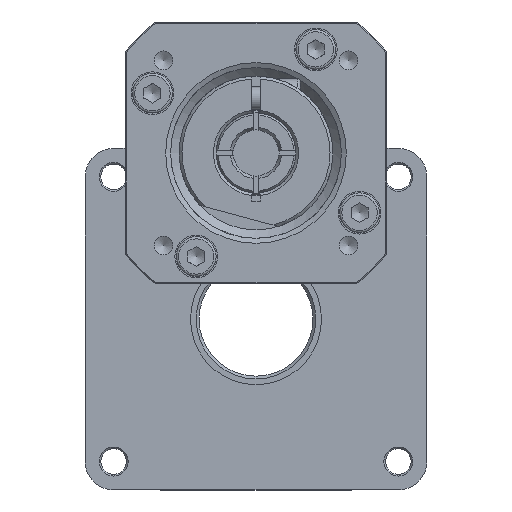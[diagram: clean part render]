
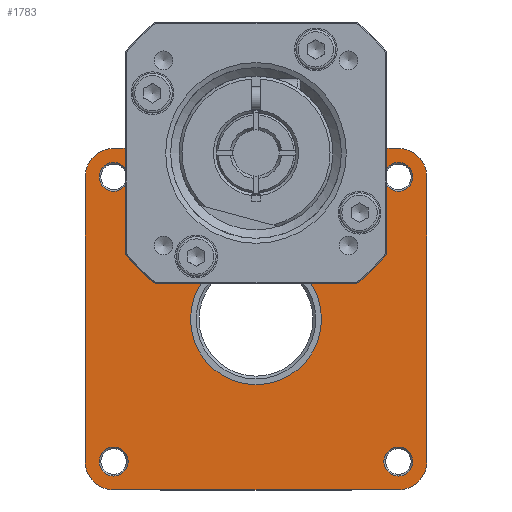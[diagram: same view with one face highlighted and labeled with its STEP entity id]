
A CAD part, front view. The second image highlights one B-rep face of the part: STEP entity #1783.
In plain terms, the highlighted planar face has unit normal (0, -1, 0).
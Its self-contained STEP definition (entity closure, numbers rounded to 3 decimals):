
#222=CARTESIAN_POINT('',(0.,0.,12.489));
#223=VERTEX_POINT('',#222);
#224=CARTESIAN_POINT('',(0.0,0.0,29.2));
#225=DIRECTION('',(0.0,-1.0,0.0));
#226=DIRECTION('',(1.0,0.0,0.0));
#227=AXIS2_PLACEMENT_3D('',#224,#225,#226);
#228=CIRCLE('',#227,16.711);
#229=EDGE_CURVE('',#223,#223,#228,.T.);
#292=CARTESIAN_POINT('',(25.,0.,-22.45));
#293=VERTEX_POINT('',#292);
#294=CARTESIAN_POINT('',(25.,0.,-25.0));
#295=DIRECTION('',(0.0,1.0,0.0));
#296=DIRECTION('',(0.0,0.0,1.0));
#297=AXIS2_PLACEMENT_3D('',#294,#295,#296);
#298=CIRCLE('',#297,2.55);
#299=EDGE_CURVE('',#293,#293,#298,.T.);
#348=CARTESIAN_POINT('',(-25.,0.,-22.45));
#349=VERTEX_POINT('',#348);
#350=CARTESIAN_POINT('',(-25.,0.,-25.0));
#351=DIRECTION('',(0.0,1.0,0.0));
#352=DIRECTION('',(0.0,0.0,1.0));
#353=AXIS2_PLACEMENT_3D('',#350,#351,#352);
#354=CIRCLE('',#353,2.55);
#355=EDGE_CURVE('',#349,#349,#354,.T.);
#432=CARTESIAN_POINT('',(-25.,0.,27.55));
#433=VERTEX_POINT('',#432);
#434=CARTESIAN_POINT('',(-25.,0.,25.0));
#435=DIRECTION('',(0.0,1.0,0.0));
#436=DIRECTION('',(0.0,0.0,1.0));
#437=AXIS2_PLACEMENT_3D('',#434,#435,#436);
#438=CIRCLE('',#437,2.55);
#439=EDGE_CURVE('',#433,#433,#438,.T.);
#460=CARTESIAN_POINT('',(25.,0.,27.55));
#461=VERTEX_POINT('',#460);
#462=CARTESIAN_POINT('',(25.,0.,25.0));
#463=DIRECTION('',(0.0,1.0,0.0));
#464=DIRECTION('',(0.0,0.0,1.0));
#465=AXIS2_PLACEMENT_3D('',#462,#463,#464);
#466=CIRCLE('',#465,2.55);
#467=EDGE_CURVE('',#461,#461,#466,.T.);
#728=CARTESIAN_POINT('',(-11.283,0.,48.461));
#729=VERTEX_POINT('',#728);
#730=CARTESIAN_POINT('',(-11.283,0.,46.911));
#731=DIRECTION('',(0.0,1.0,0.0));
#732=DIRECTION('',(0.0,0.0,1.0));
#733=AXIS2_PLACEMENT_3D('',#730,#731,#732);
#734=CIRCLE('',#733,1.55);
#735=EDGE_CURVE('',#729,#729,#734,.T.);
#756=CARTESIAN_POINT('',(-17.711,0.,19.467));
#757=VERTEX_POINT('',#756);
#758=CARTESIAN_POINT('',(-17.711,0.,17.917));
#759=DIRECTION('',(0.0,1.0,0.0));
#760=DIRECTION('',(0.0,0.0,1.0));
#761=AXIS2_PLACEMENT_3D('',#758,#759,#760);
#762=CIRCLE('',#761,1.55);
#763=EDGE_CURVE('',#757,#757,#762,.T.);
#784=CARTESIAN_POINT('',(17.711,0.,42.033));
#785=VERTEX_POINT('',#784);
#786=CARTESIAN_POINT('',(17.711,0.,40.483));
#787=DIRECTION('',(0.0,1.0,0.0));
#788=DIRECTION('',(0.0,0.0,1.0));
#789=AXIS2_PLACEMENT_3D('',#786,#787,#788);
#790=CIRCLE('',#789,1.55);
#791=EDGE_CURVE('',#785,#785,#790,.T.);
#812=CARTESIAN_POINT('',(11.283,0.,13.039));
#813=VERTEX_POINT('',#812);
#814=CARTESIAN_POINT('',(11.283,0.,11.489));
#815=DIRECTION('',(0.0,1.0,0.0));
#816=DIRECTION('',(0.0,0.0,1.0));
#817=AXIS2_PLACEMENT_3D('',#814,#815,#816);
#818=CIRCLE('',#817,1.55);
#819=EDGE_CURVE('',#813,#813,#818,.T.);
#1496=CARTESIAN_POINT('',(0.,0.,11.5));
#1497=VERTEX_POINT('',#1496);
#1498=CARTESIAN_POINT('',(0.,0.,0.0));
#1499=DIRECTION('',(0.0,-1.0,0.0));
#1500=DIRECTION('',(0.0,0.0,1.0));
#1501=AXIS2_PLACEMENT_3D('',#1498,#1499,#1500);
#1502=CIRCLE('',#1501,11.5);
#1503=EDGE_CURVE('',#1497,#1497,#1502,.T.);
#1602=CARTESIAN_POINT('',(21.,0.,30.0));
#1603=VERTEX_POINT('',#1602);
#1604=CARTESIAN_POINT('',(25.,0.,30.0));
#1605=VERTEX_POINT('',#1604);
#1606=CARTESIAN_POINT('',(21.,0.,30.0));
#1607=DIRECTION('',(1.0,0.0,0.0));
#1608=VECTOR('',#1607,4.);
#1609=LINE('',#1606,#1608);
#1610=EDGE_CURVE('',#1603,#1605,#1609,.T.);
#1637=CARTESIAN_POINT('',(0.0,0.0,0.0));
#1638=DIRECTION('',(0.0,-1.0,0.0));
#1639=DIRECTION('',(0.0,0.0,-1.0));
#1640=AXIS2_PLACEMENT_3D('',#1637,#1638,#1639);
#1641=PLANE('',#1640);
#1642=CARTESIAN_POINT('',(-25.,0.,30.0));
#1643=VERTEX_POINT('',#1642);
#1644=CARTESIAN_POINT('',(-21.,0.,30.0));
#1645=VERTEX_POINT('',#1644);
#1646=CARTESIAN_POINT('',(-25.,0.,30.0));
#1647=DIRECTION('',(1.0,0.0,0.0));
#1648=VECTOR('',#1647,4.);
#1649=LINE('',#1646,#1648);
#1650=EDGE_CURVE('',#1643,#1645,#1649,.T.);
#1651=ORIENTED_EDGE('',*,*,#1650,.F.);
#1652=CARTESIAN_POINT('',(-30.,0.,25.0));
#1653=VERTEX_POINT('',#1652);
#1654=CARTESIAN_POINT('',(-25.,0.,25.0));
#1655=DIRECTION('',(0.0,-1.0,0.0));
#1656=DIRECTION('',(0.0,0.0,1.0));
#1657=AXIS2_PLACEMENT_3D('',#1654,#1655,#1656);
#1658=CIRCLE('',#1657,5.);
#1659=EDGE_CURVE('',#1643,#1653,#1658,.T.);
#1660=ORIENTED_EDGE('',*,*,#1659,.T.);
#1661=CARTESIAN_POINT('',(-30.,0.,-25.0));
#1662=VERTEX_POINT('',#1661);
#1663=CARTESIAN_POINT('',(-30.,0.,-25.0));
#1664=DIRECTION('',(0.0,0.0,1.0));
#1665=VECTOR('',#1664,50.0);
#1666=LINE('',#1663,#1665);
#1667=EDGE_CURVE('',#1662,#1653,#1666,.T.);
#1668=ORIENTED_EDGE('',*,*,#1667,.F.);
#1669=CARTESIAN_POINT('',(-25.,0.,-30.0));
#1670=VERTEX_POINT('',#1669);
#1671=CARTESIAN_POINT('',(-25.,0.,-25.0));
#1672=DIRECTION('',(0.0,-1.0,0.0));
#1673=DIRECTION('',(0.0,0.0,1.0));
#1674=AXIS2_PLACEMENT_3D('',#1671,#1672,#1673);
#1675=CIRCLE('',#1674,5.);
#1676=EDGE_CURVE('',#1662,#1670,#1675,.T.);
#1677=ORIENTED_EDGE('',*,*,#1676,.T.);
#1678=CARTESIAN_POINT('',(25.,0.,-30.0));
#1679=VERTEX_POINT('',#1678);
#1680=CARTESIAN_POINT('',(25.,0.,-30.0));
#1681=DIRECTION('',(-1.0,0.0,0.0));
#1682=VECTOR('',#1681,50.);
#1683=LINE('',#1680,#1682);
#1684=EDGE_CURVE('',#1679,#1670,#1683,.T.);
#1685=ORIENTED_EDGE('',*,*,#1684,.F.);
#1686=CARTESIAN_POINT('',(30.,0.,-25.0));
#1687=VERTEX_POINT('',#1686);
#1688=CARTESIAN_POINT('',(25.,0.,-25.0));
#1689=DIRECTION('',(0.0,-1.0,0.0));
#1690=DIRECTION('',(0.0,0.0,1.0));
#1691=AXIS2_PLACEMENT_3D('',#1688,#1689,#1690);
#1692=CIRCLE('',#1691,5.);
#1693=EDGE_CURVE('',#1679,#1687,#1692,.T.);
#1694=ORIENTED_EDGE('',*,*,#1693,.T.);
#1695=CARTESIAN_POINT('',(30.,0.,25.0));
#1696=VERTEX_POINT('',#1695);
#1697=CARTESIAN_POINT('',(30.,0.,25.0));
#1698=DIRECTION('',(0.0,0.0,-1.0));
#1699=VECTOR('',#1698,50.0);
#1700=LINE('',#1697,#1699);
#1701=EDGE_CURVE('',#1696,#1687,#1700,.T.);
#1702=ORIENTED_EDGE('',*,*,#1701,.F.);
#1703=CARTESIAN_POINT('',(25.,0.,25.0));
#1704=DIRECTION('',(0.0,-1.0,0.0));
#1705=DIRECTION('',(0.0,0.0,1.0));
#1706=AXIS2_PLACEMENT_3D('',#1703,#1704,#1705);
#1707=CIRCLE('',#1706,5.);
#1708=EDGE_CURVE('',#1696,#1605,#1707,.T.);
#1709=ORIENTED_EDGE('',*,*,#1708,.T.);
#1710=ORIENTED_EDGE('',*,*,#1610,.F.);
#1711=CARTESIAN_POINT('',(21.,0.,46.2));
#1712=VERTEX_POINT('',#1711);
#1713=CARTESIAN_POINT('',(21.,0.,30.0));
#1714=DIRECTION('',(0.0,0.0,1.0));
#1715=VECTOR('',#1714,16.2);
#1716=LINE('',#1713,#1715);
#1717=EDGE_CURVE('',#1603,#1712,#1716,.T.);
#1718=ORIENTED_EDGE('',*,*,#1717,.T.);
#1719=CARTESIAN_POINT('',(17.,0.,50.2));
#1720=VERTEX_POINT('',#1719);
#1721=CARTESIAN_POINT('',(17.,0.,46.2));
#1722=DIRECTION('',(0.0,-1.0,0.0));
#1723=DIRECTION('',(0.0,0.0,1.0));
#1724=AXIS2_PLACEMENT_3D('',#1721,#1722,#1723);
#1725=CIRCLE('',#1724,4.);
#1726=EDGE_CURVE('',#1712,#1720,#1725,.T.);
#1727=ORIENTED_EDGE('',*,*,#1726,.T.);
#1728=CARTESIAN_POINT('',(-17.,0.,50.2));
#1729=VERTEX_POINT('',#1728);
#1730=CARTESIAN_POINT('',(17.,0.,50.2));
#1731=DIRECTION('',(-1.0,0.0,0.0));
#1732=VECTOR('',#1731,34.);
#1733=LINE('',#1730,#1732);
#1734=EDGE_CURVE('',#1720,#1729,#1733,.T.);
#1735=ORIENTED_EDGE('',*,*,#1734,.T.);
#1736=CARTESIAN_POINT('',(-21.,0.,46.2));
#1737=VERTEX_POINT('',#1736);
#1738=CARTESIAN_POINT('',(-17.,0.,46.2));
#1739=DIRECTION('',(0.0,-1.0,0.0));
#1740=DIRECTION('',(0.0,0.0,1.0));
#1741=AXIS2_PLACEMENT_3D('',#1738,#1739,#1740);
#1742=CIRCLE('',#1741,4.);
#1743=EDGE_CURVE('',#1729,#1737,#1742,.T.);
#1744=ORIENTED_EDGE('',*,*,#1743,.T.);
#1745=CARTESIAN_POINT('',(-21.,0.,46.2));
#1746=DIRECTION('',(0.0,0.0,-1.0));
#1747=VECTOR('',#1746,16.2);
#1748=LINE('',#1745,#1747);
#1749=EDGE_CURVE('',#1737,#1645,#1748,.T.);
#1750=ORIENTED_EDGE('',*,*,#1749,.T.);
#1751=EDGE_LOOP('',(#1651,#1660,#1668,#1677,#1685,#1694,#1702,#1709,#1710,#1718,#1727,#1735,#1744,#1750));
#1752=FACE_OUTER_BOUND('',#1751,.T.);
#1753=ORIENTED_EDGE('',*,*,#467,.T.);
#1754=EDGE_LOOP('',(#1753));
#1755=FACE_BOUND('',#1754,.T.);
#1756=ORIENTED_EDGE('',*,*,#439,.T.);
#1757=EDGE_LOOP('',(#1756));
#1758=FACE_BOUND('',#1757,.T.);
#1759=ORIENTED_EDGE('',*,*,#355,.T.);
#1760=EDGE_LOOP('',(#1759));
#1761=FACE_BOUND('',#1760,.T.);
#1762=ORIENTED_EDGE('',*,*,#299,.T.);
#1763=EDGE_LOOP('',(#1762));
#1764=FACE_BOUND('',#1763,.T.);
#1765=ORIENTED_EDGE('',*,*,#819,.T.);
#1766=EDGE_LOOP('',(#1765));
#1767=FACE_BOUND('',#1766,.T.);
#1768=ORIENTED_EDGE('',*,*,#791,.T.);
#1769=EDGE_LOOP('',(#1768));
#1770=FACE_BOUND('',#1769,.T.);
#1771=ORIENTED_EDGE('',*,*,#763,.T.);
#1772=EDGE_LOOP('',(#1771));
#1773=FACE_BOUND('',#1772,.T.);
#1774=ORIENTED_EDGE('',*,*,#735,.T.);
#1775=EDGE_LOOP('',(#1774));
#1776=FACE_BOUND('',#1775,.T.);
#1777=ORIENTED_EDGE('',*,*,#1503,.F.);
#1778=EDGE_LOOP('',(#1777));
#1779=FACE_BOUND('',#1778,.T.);
#1780=ORIENTED_EDGE('',*,*,#229,.F.);
#1781=EDGE_LOOP('',(#1780));
#1782=FACE_BOUND('',#1781,.T.);
#1783=ADVANCED_FACE('',(#1752,#1755,#1758,#1761,#1764,#1767,#1770,#1773,#1776,#1779,#1782),#1641,.T.);
